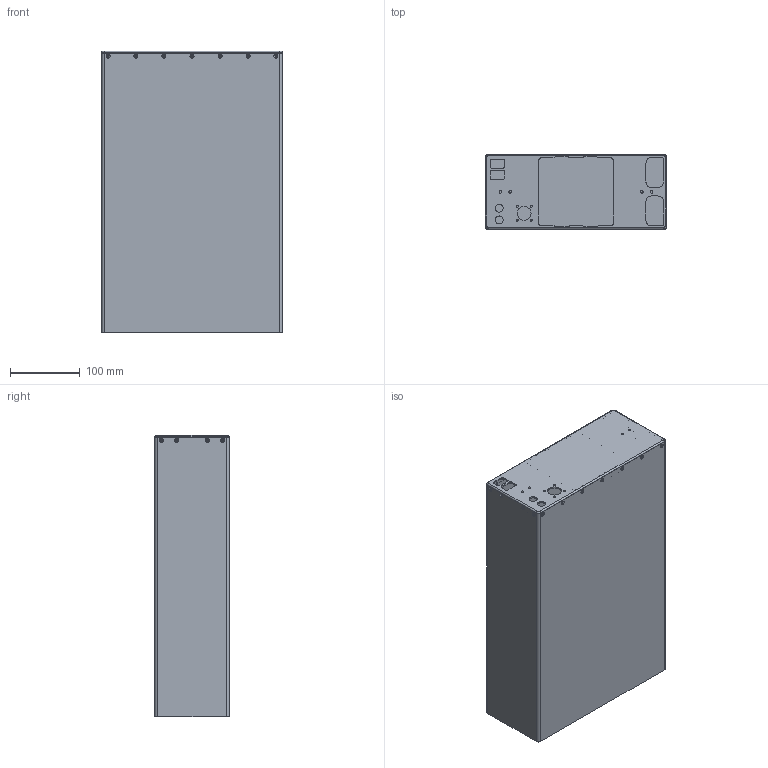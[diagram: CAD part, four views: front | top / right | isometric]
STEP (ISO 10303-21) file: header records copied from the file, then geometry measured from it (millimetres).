
FILE_DESCRIPTION(/* description */ (''),/* implementation_level */ '2;1');
FILE_NAME(/* name */ 'Battery Pack.step',/* time_stamp */ '2025-09-22T16:08:17-04:00',/* author */ (''),/* organization */ (''),/* preprocessor_version */ 'ST-DEVELOPER v20.1',/* originating_system */ 'Autodesk Translation Framework v14.17.0.0',/* authorisation */ '');
FILE_SCHEMA (('AUTOMOTIVE_DESIGN { 1 0 10303 214 3 1 1 }'));
Products named in the file (3): Battery Pack; Case 2mm; Plate
Assembly tree (2 placements, depth 2):
  Battery Pack
    Case 2mm
    Plate
Bounding box: 260 x 107 x 404 mm (x, y, z)
Volume: 685291.5 mm3; surface area: 701531.6 mm2
Topology: 2 solids, 2 shells, 564 faces, 1645 edges, 1088 vertices
Faces by surface type: cylinder 399, plane 95, bspline 45, cone 22, torus 3
Full cylindrical faces by diameter (mm): 2.529 x55, 3 x4, 3.086 x33, 3.2 x22, 4 x4, 11.5 x2, 20 x1
Entity records: 39720 total; most frequent: CARTESIAN_POINT 25591, ORIENTED_EDGE 3290, DIRECTION 2379, EDGE_CURVE 1645, VERTEX_POINT 1088, AXIS2_PLACEMENT_3D 870, EDGE_LOOP 681, B_SPLINE_CURVE_WITH_KNOTS 660
